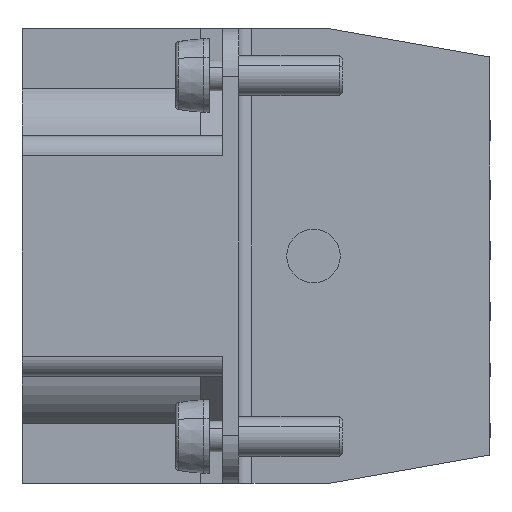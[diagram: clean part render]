
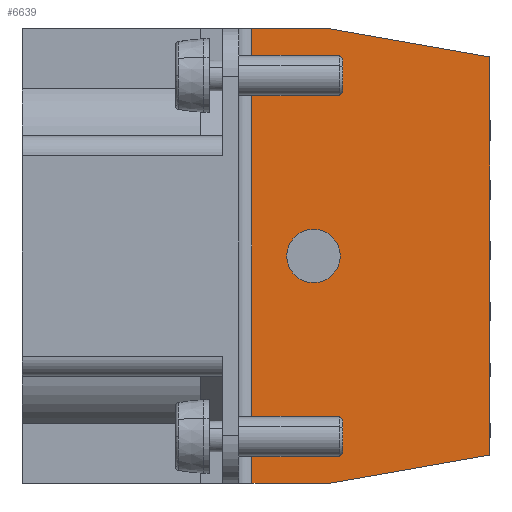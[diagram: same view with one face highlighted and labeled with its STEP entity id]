
A CAD part, left-side view. The second image highlights one B-rep face of the part: STEP entity #6639.
In plain terms, the highlighted planar face has unit normal (-1, 0, 0).
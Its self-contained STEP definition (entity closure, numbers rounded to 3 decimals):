
#6306=CIRCLE('',#27555,2.);
#6639=ADVANCED_FACE('',(#9010,#9011),#8092,.T.);
#8092=PLANE('',#27556);
#9010=FACE_BOUND('',#9559,.T.);
#9011=FACE_BOUND('',#9560,.T.);
#9559=EDGE_LOOP('',(#11402,#11403,#11404,#11405,#11406,#11407));
#9560=EDGE_LOOP('',(#11408));
#11402=ORIENTED_EDGE('',*,*,#20950,.F.);
#11403=ORIENTED_EDGE('',*,*,#20951,.T.);
#11404=ORIENTED_EDGE('',*,*,#20952,.F.);
#11405=ORIENTED_EDGE('',*,*,#20953,.F.);
#11406=ORIENTED_EDGE('',*,*,#20954,.F.);
#11407=ORIENTED_EDGE('',*,*,#20955,.F.);
#11408=ORIENTED_EDGE('',*,*,#20956,.T.);
#18528=VERTEX_POINT('',#33761);
#18529=VERTEX_POINT('',#33762);
#18530=VERTEX_POINT('',#33764);
#18531=VERTEX_POINT('',#33766);
#18532=VERTEX_POINT('',#33768);
#18533=VERTEX_POINT('',#33770);
#18534=VERTEX_POINT('',#33773);
#20950=EDGE_CURVE('',#18528,#18529,#24495,.T.);
#20951=EDGE_CURVE('',#18528,#18530,#24496,.T.);
#20952=EDGE_CURVE('',#18531,#18530,#24497,.T.);
#20953=EDGE_CURVE('',#18532,#18531,#24498,.T.);
#20954=EDGE_CURVE('',#18533,#18532,#24499,.T.);
#20955=EDGE_CURVE('',#18529,#18533,#24500,.T.);
#20956=EDGE_CURVE('',#18534,#18534,#6306,.T.);
#24495=LINE('',#33760,#25866);
#24496=LINE('',#33763,#25867);
#24497=LINE('',#33765,#25868);
#24498=LINE('',#33767,#25869);
#24499=LINE('',#33769,#25870);
#24500=LINE('',#33771,#25871);
#25866=VECTOR('',#29084,1.);
#25867=VECTOR('',#29085,1.);
#25868=VECTOR('',#29086,1.);
#25869=VECTOR('',#29087,1.);
#25870=VECTOR('',#29088,1.);
#25871=VECTOR('',#29089,1.);
#27555=AXIS2_PLACEMENT_3D('',#33772,#29090,#29091);
#27556=AXIS2_PLACEMENT_3D('',#33774,#29092,#29093);
#29084=DIRECTION('',(0.,0.,1.));
#29085=DIRECTION('',(0.,-1.,0.));
#29086=DIRECTION('',(0.,0.985,-0.174));
#29087=DIRECTION('',(0.,0.,-1.));
#29088=DIRECTION('',(0.,-0.985,-0.174));
#29089=DIRECTION('',(0.,-1.,0.));
#29090=DIRECTION('',(1.,0.,0.));
#29091=DIRECTION('',(0.,0.,1.));
#29092=DIRECTION('',(-1.,0.,0.));
#29093=DIRECTION('',(0.,0.,1.));
#33760=CARTESIAN_POINT('',(1.8,17.8,-16.955));
#33761=CARTESIAN_POINT('',(1.8,17.8,-16.955));
#33762=CARTESIAN_POINT('',(1.8,17.8,17.045));
#33763=CARTESIAN_POINT('',(1.8,36.45,-16.955));
#33764=CARTESIAN_POINT('',(1.8,11.992,-16.955));
#33765=CARTESIAN_POINT('',(1.8,7.728,-16.203));
#33766=CARTESIAN_POINT('',(1.8,0.,-14.84));
#33767=CARTESIAN_POINT('',(1.8,0.,-11.945));
#33768=CARTESIAN_POINT('',(1.8,0.,14.931));
#33769=CARTESIAN_POINT('',(1.8,12.105,17.065));
#33770=CARTESIAN_POINT('',(1.8,11.992,17.045));
#33771=CARTESIAN_POINT('',(1.8,2.36,17.045));
#33772=CARTESIAN_POINT('',(1.8,13.2,0.045));
#33773=CARTESIAN_POINT('',(1.8,13.2,2.045));
#33774=CARTESIAN_POINT('',(1.8,2.36,-11.945));
